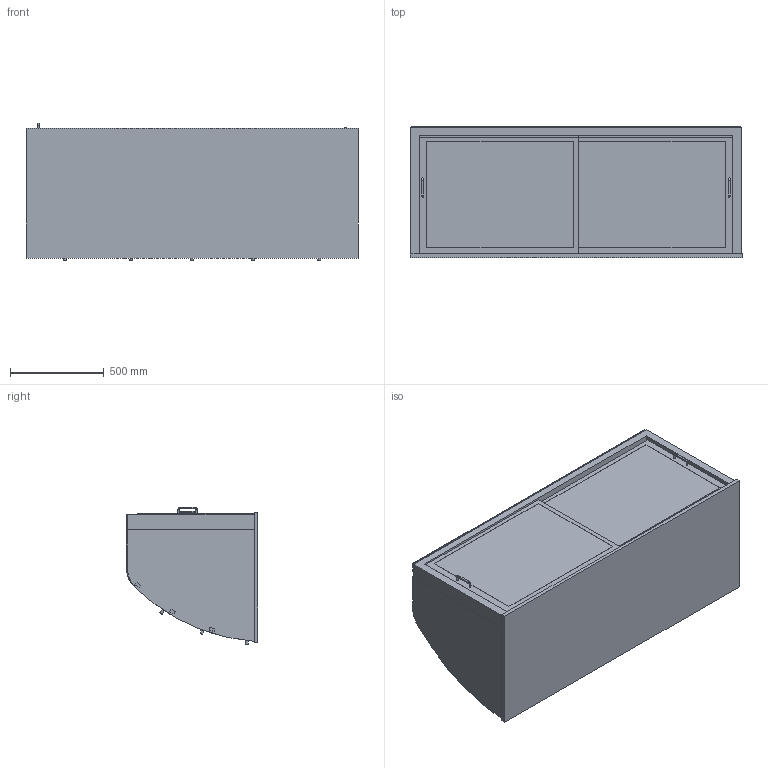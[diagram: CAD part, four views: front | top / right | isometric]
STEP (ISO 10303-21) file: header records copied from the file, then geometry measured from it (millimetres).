
FILE_DESCRIPTION(/* description */ ('Panoramaglasaufsatz ungekühlt'),/* implementation_level */ '2;1');
FILE_NAME(/* name */ '3D-AKE-00007628.stp',/* time_stamp */ '2023-05-30T13:54:03+02:00',/* author */ ('marina.schachner'),/* organization */ (''),/* preprocessor_version */ 'ST-DEVELOPER v18.1',/* originating_system */ 'Autodesk Inventor 2020',/* authorisation */ '');
FILE_SCHEMA (('AUTOMOTIVE_DESIGN { 1 0 10303 214 3 1 1 }'));
Length unit declared in the file: millimetre
Products named in the file (1): 3D-AKE-00007628
Bounding box: 1775 x 704 x 733.43 mm (x, y, z)
Volume: 88624442.7 mm3; surface area: 15999052.4 mm2
Topology: 62 solids, 62 shells, 467 faces, 1053 edges, 711 vertices
Faces by surface type: plane 343, cylinder 105, cone 15, torus 4
Full cylindrical faces by diameter (mm): 8 x6, 15 x15
Entity records: 13059 total; most frequent: DIRECTION 2268, CARTESIAN_POINT 2232, ORIENTED_EDGE 2106, EDGE_CURVE 1053, LINE 774, VECTOR 774, AXIS2_PLACEMENT_3D 747, VERTEX_POINT 711
